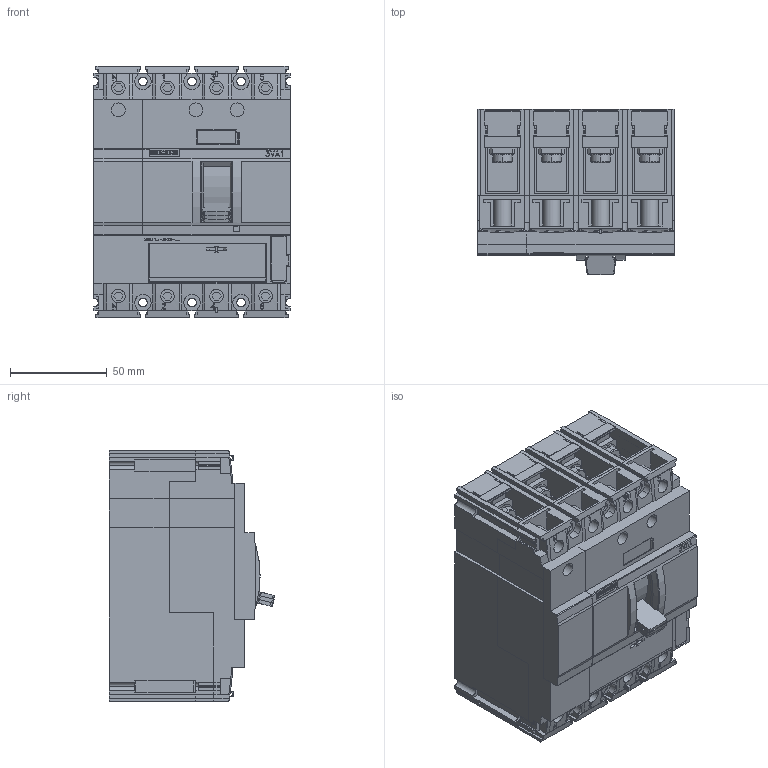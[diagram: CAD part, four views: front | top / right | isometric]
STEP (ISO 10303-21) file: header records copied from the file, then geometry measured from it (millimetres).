
FILE_DESCRIPTION(('no description'),'unknown implementation level');
FILE_NAME('3VA11xxxEF42_0103045_100__3D_v.stp',' ',('SIEMENS A&D'),('CADClick - KiM GmbH - www.kimweb.de'),'unknown preprocess','ACIS','unknown authorization');
FILE_SCHEMA(('automotive_design'));
Length unit declared in the file: millimetre
Products named in the file (1): 1
Bounding box: 101.6 x 85.56 x 130.12 mm (x, y, z)
Volume: 803922.2 mm3; surface area: 130068.9 mm2
Topology: 1 solids, 10 shells, 2603 faces, 7536 edges, 4995 vertices
Faces by surface type: plane 2090, cylinder 441, cone 42, torus 30
Entity records: 169732 total; most frequent: CARTESIAN_POINT 16363, STYLED_ITEM 15127, PRESENTATION_STYLE_ASSIGNMENT 15127, COLOUR_RGB 15127, ORIENTED_EDGE 15056, DIRECTION 13873, EDGE_CURVE 7528, CURVE_STYLE 7528
